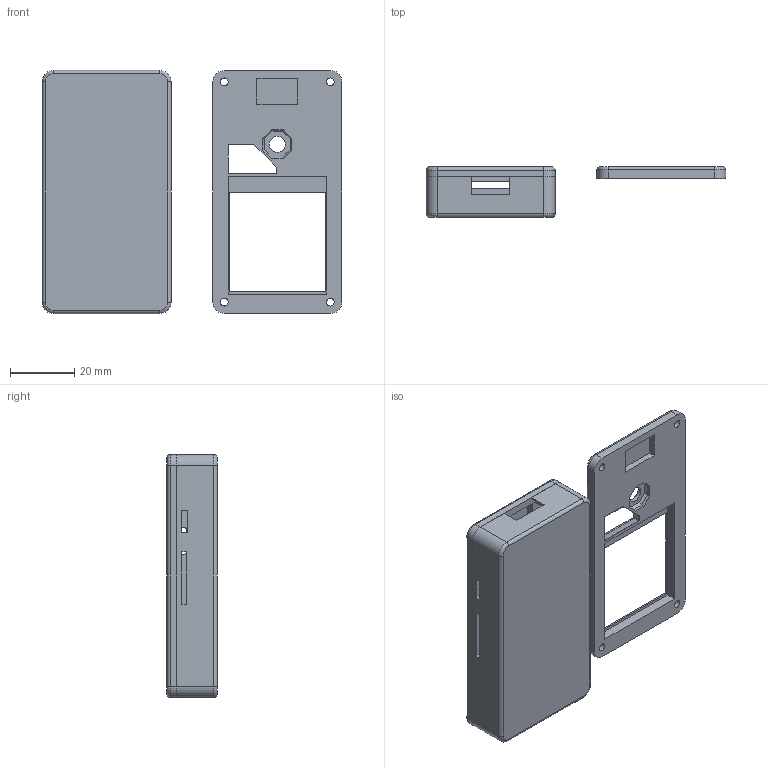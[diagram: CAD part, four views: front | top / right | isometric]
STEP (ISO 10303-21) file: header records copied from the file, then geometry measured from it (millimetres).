
FILE_DESCRIPTION(/* description */ (''),/* implementation_level */ '2;1');
FILE_NAME(/* name */ 'Marauder-Assembly v4.step',/* time_stamp */ '2022-05-03T19:43:24+02:00',/* author */ (''),/* organization */ (''),/* preprocessor_version */ 'ST-DEVELOPER v18.1',/* originating_system */ 'Autodesk Translation Framework v10.10.0.1391',/* authorisation */ '');
FILE_SCHEMA (('AUTOMOTIVE_DESIGN { 1 0 10303 214 3 1 1 }'));
Products named in the file (16): Marauder-Assembly; Marauder-Mini_Bottom; Marauder-Mini_Top; Ruthex_RX-M2x4 v1; RX-M2-4; Ruthex_RX-M2x4 v1 (1); RX-M2-4 (1); Ruthex_RX-M2x4 v1 (2); RX-M2-4 (2); Ruthex_RX-M2x4 v1 (3); RX-M2-4 (3); M2x6_St v2; M2x6_St v2 (1); M2x6_St v2 (2); M2x6_St v2 (3); Marauder-Mini_Top_cutout
Assembly tree (15 placements, depth 3):
  Marauder-Assembly
    Marauder-Mini_Bottom
    Marauder-Mini_Top
    Ruthex_RX-M2x4 v1
      RX-M2-4
    Ruthex_RX-M2x4 v1 (1)
      RX-M2-4 (1)
    Ruthex_RX-M2x4 v1 (2)
      RX-M2-4 (2)
    Ruthex_RX-M2x4 v1 (3)
      RX-M2-4 (3)
    M2x6_St v2
    M2x6_St v2 (1)
    M2x6_St v2 (2)
    M2x6_St v2 (3)
    Marauder-Mini_Top_cutout
Bounding box: 93.2 x 15.6 x 75.66 mm (x, y, z)
Volume: 18448.4 mm3; surface area: 22515.8 mm2
Topology: 11 solids, 11 shells, 1464 faces, 4140 edges, 2750 vertices
Faces by surface type: bspline 668, plane 488, cylinder 249, cone 43, torus 16
Full cylindrical faces by diameter (mm): 1.478 x16, 1.623 x32, 1.933 x32, 2 x2, 2.074 x16, 2.4 x8, 2.9 x4, 3.03 x4, 3.2 x4, 3.3 x4, 4 x4, 5 x2, 13 x1
Entity records: 87506 total; most frequent: CARTESIAN_POINT 54477, ORIENTED_EDGE 8280, DIRECTION 4193, EDGE_CURVE 4140, VERTEX_POINT 2750, LINE 1981, VECTOR 1981, B_SPLINE_CURVE_WITH_KNOTS 1880
